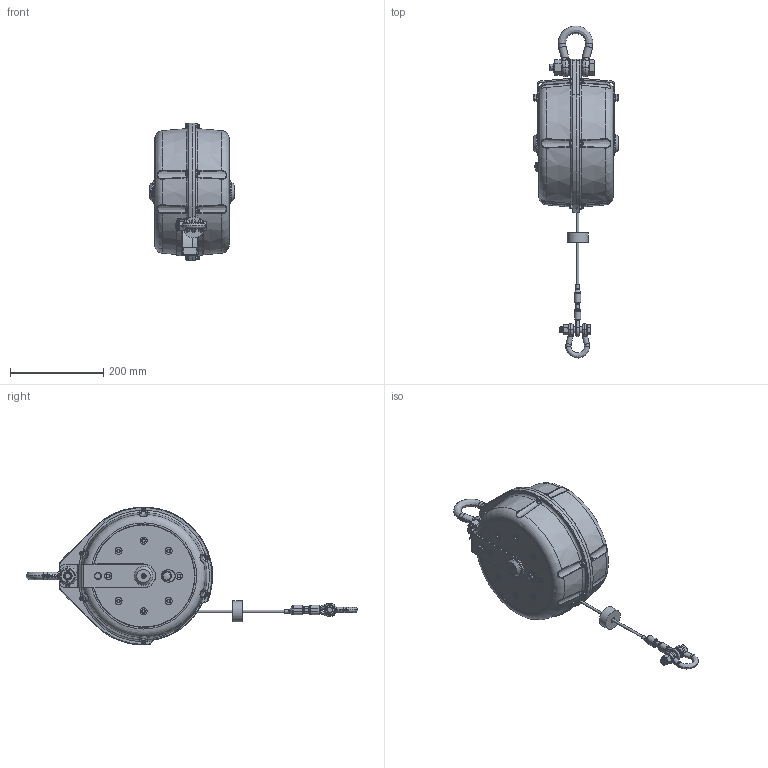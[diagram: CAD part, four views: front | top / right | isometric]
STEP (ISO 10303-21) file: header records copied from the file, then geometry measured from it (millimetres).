
FILE_DESCRIPTION(/* description */ (''),/* implementation_level */ '2;1');
FILE_NAME(/* name */ 'GSE300-25G GUARD.stp',/* time_stamp */ '2022-04-21T14:35:12+01:00',/* author */ ('Simon.Lewis'),/* organization */ (''),/* preprocessor_version */ 'ST-DEVELOPER v18.1',/* originating_system */ 'Autodesk Inventor 2022',/* authorisation */ '');
FILE_SCHEMA (('AUTOMOTIVE_DESIGN { 1 0 10303 214 3 1 1 }'));
Products named in the file (1): GSE300-25G GUARD_Simplify_1
Bounding box: 182 x 712.97 x 296.28 mm (x, y, z)
Volume: 3260445.4 mm3; surface area: 895088 mm2
Topology: 9 solids, 9 shells, 2428 faces, 6154 edges, 3847 vertices
Faces by surface type: plane 828, bspline 724, cylinder 469, cone 315, torus 88, sphere 4
Full cylindrical faces by diameter (mm): 4.134 x5, 5 x16, 5.5 x8, 6 x4, 6.8 x6, 7.323 x10, 8 x19, 8.5 x7, 9 x6, 9.5 x2, 10 x2, 10.5 x1, 11.32 x1, 11.4 x12, 11.445 x1, 11.5 x1, 12 x8, 13 x2, 13.835 x2, 15 x10, 16 x3, 18 x3, 19.5 x4, 20 x1, 22.15 x2, 22.5 x2, 25 x2, 40 x2, 45 x1, 135 x1
Entity records: 103812 total; most frequent: CARTESIAN_POINT 49362, ORIENTED_EDGE 12236, DIRECTION 8761, EDGE_CURVE 6118, VERTEX_POINT 3847, AXIS2_PLACEMENT_3D 3324, EDGE_LOOP 2643, FACE_OUTER_BOUND 2428
